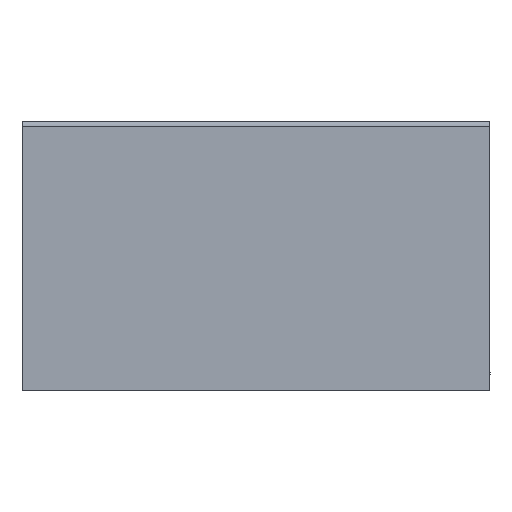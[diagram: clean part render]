
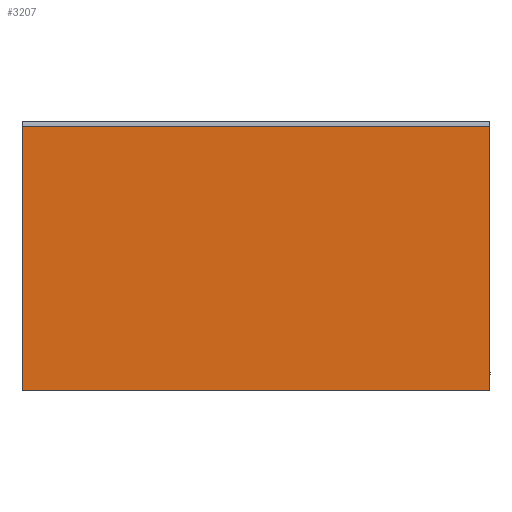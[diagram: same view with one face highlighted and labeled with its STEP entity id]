
A CAD part, front view. The second image highlights one B-rep face of the part: STEP entity #3207.
In plain terms, the highlighted planar face has unit normal (0, -1, 0).
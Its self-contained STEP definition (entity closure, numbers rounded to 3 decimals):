
#61 = VERTEX_POINT ( 'NONE', #3004 ) ;
#64 = VERTEX_POINT ( 'NONE', #3007 ) ;
#66 = VERTEX_POINT ( 'NONE', #3009 ) ;
#67 = VERTEX_POINT ( 'NONE', #3010 ) ;
#712 = EDGE_LOOP ( 'NONE', ( #1179, #1180, #1181, #1182 ) ) ;
#1179 = ORIENTED_EDGE ( 'NONE', *, *, #3520, .F. ) ;
#1180 = ORIENTED_EDGE ( 'NONE', *, *, #3521, .T. ) ;
#1181 = ORIENTED_EDGE ( 'NONE', *, *, #3522, .F. ) ;
#1182 = ORIENTED_EDGE ( 'NONE', *, *, #3523, .F. ) ;
#3004 = CARTESIAN_POINT ( 'NONE',  ( -16.47, -30.75, 0. ) ) ;
#3007 = CARTESIAN_POINT ( 'NONE',  ( -16.47, -30.75, 18.619 ) ) ;
#3009 = CARTESIAN_POINT ( 'NONE',  ( 16.47, -30.75, 18.619 ) ) ;
#3010 = CARTESIAN_POINT ( 'NONE',  ( 16.47, -30.75, 0. ) ) ;
#3207 = ADVANCED_FACE ( 'NONE', ( #5294 ), #5090, .F. ) ;
#3520 = EDGE_CURVE ( 'NONE', #61, #64, #7045, .T. ) ;
#3521 = EDGE_CURVE ( 'NONE', #61, #67, #7047, .T. ) ;
#3522 = EDGE_CURVE ( 'NONE', #66, #67, #7029, .T. ) ;
#3523 = EDGE_CURVE ( 'NONE', #64, #66, #7051, .T. ) ;
#5090 = PLANE ( 'NONE',  #5740 ) ;
#5091 = CARTESIAN_POINT ( 'NONE',  ( -152.4, -30.75, 0. ) ) ;
#5096 = DIRECTION ( 'NONE',  ( 0., 1., 0. ) ) ;
#5097 = DIRECTION ( 'NONE',  ( 0., 0., -1. ) ) ;
#5294 = FACE_OUTER_BOUND ( 'NONE', #712, .T. ) ;
#5740 = AXIS2_PLACEMENT_3D ( 'NONE', #5091, #5096, #5097 ) ;
#6870 = CARTESIAN_POINT ( 'NONE',  ( 16.47, -30.75, 0. ) ) ;
#6880 = CARTESIAN_POINT ( 'NONE',  ( -16.47, -30.75, 0. ) ) ;
#6881 = DIRECTION ( 'NONE',  ( 0., 0., 1. ) ) ;
#6882 = CARTESIAN_POINT ( 'NONE',  ( -152.4, -30.75, 0. ) ) ;
#6884 = DIRECTION ( 'NONE',  ( 1., 0., 0. ) ) ;
#6885 = DIRECTION ( 'NONE',  ( 0., 0., -1. ) ) ;
#6886 = CARTESIAN_POINT ( 'NONE',  ( -152.4, -30.75, 18.619 ) ) ;
#6888 = DIRECTION ( 'NONE',  ( 1., 0., 0. ) ) ;
#7029 = LINE ( 'NONE', #6870, #7052 ) ;
#7045 = LINE ( 'NONE', #6880, #7048 ) ;
#7047 = LINE ( 'NONE', #6882, #7050 ) ;
#7048 = VECTOR ( 'NONE', #6881, 1000. ) ;
#7050 = VECTOR ( 'NONE', #6884, 1000. ) ;
#7051 = LINE ( 'NONE', #6886, #7054 ) ;
#7052 = VECTOR ( 'NONE', #6885, 1000. ) ;
#7054 = VECTOR ( 'NONE', #6888, 1000. ) ;
